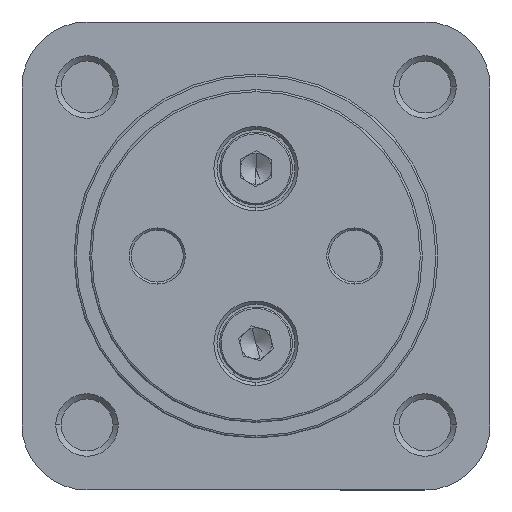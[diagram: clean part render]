
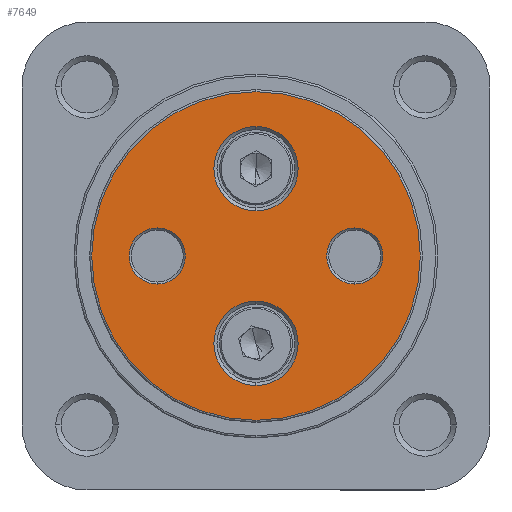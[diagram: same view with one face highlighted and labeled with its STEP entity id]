
A CAD part, left-side view. The second image highlights one B-rep face of the part: STEP entity #7649.
In plain terms, the highlighted planar face has unit normal (-1, 0, 0).
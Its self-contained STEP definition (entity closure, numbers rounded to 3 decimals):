
#697 = VERTEX_POINT ( 'NONE', #1514 ) ;
#698 = VERTEX_POINT ( 'NONE', #1515 ) ;
#719 = VERTEX_POINT ( 'NONE', #1536 ) ;
#720 = VERTEX_POINT ( 'NONE', #1537 ) ;
#723 = VERTEX_POINT ( 'NONE', #1540 ) ;
#724 = VERTEX_POINT ( 'NONE', #1541 ) ;
#754 = VERTEX_POINT ( 'NONE', #1571 ) ;
#755 = VERTEX_POINT ( 'NONE', #1572 ) ;
#758 = VERTEX_POINT ( 'NONE', #1575 ) ;
#759 = VERTEX_POINT ( 'NONE', #1576 ) ;
#914 = ORIENTED_EDGE ( 'NONE', *, *, #7791, .T. ) ;
#919 = ORIENTED_EDGE ( 'NONE', *, *, #7819, .T. ) ;
#930 = ORIENTED_EDGE ( 'NONE', *, *, #7758, .T. ) ;
#932 = ORIENTED_EDGE ( 'NONE', *, *, #7782, .T. ) ;
#941 = ORIENTED_EDGE ( 'NONE', *, *, #7792, .T. ) ;
#947 = ORIENTED_EDGE ( 'NONE', *, *, #7763, .T. ) ;
#962 = ORIENTED_EDGE ( 'NONE', *, *, #7756, .T. ) ;
#963 = ORIENTED_EDGE ( 'NONE', *, *, #7761, .T. ) ;
#967 = ORIENTED_EDGE ( 'NONE', *, *, #7710, .T. ) ;
#968 = ORIENTED_EDGE ( 'NONE', *, *, #7774, .T. ) ;
#1514 = CARTESIAN_POINT ( 'NONE',  ( 0., 0., 15.8 ) ) ;
#1515 = CARTESIAN_POINT ( 'NONE',  ( 0., 0., -15.8 ) ) ;
#1536 = CARTESIAN_POINT ( 'NONE',  ( 0., 0., 4.35 ) ) ;
#1537 = CARTESIAN_POINT ( 'NONE',  ( 0., 0., 12.45 ) ) ;
#1540 = CARTESIAN_POINT ( 'NONE',  ( 0., 0., -12.45 ) ) ;
#1541 = CARTESIAN_POINT ( 'NONE',  ( 0., 0., -4.35 ) ) ;
#1571 = CARTESIAN_POINT ( 'NONE',  ( 0., 9.5, -2.7 ) ) ;
#1572 = CARTESIAN_POINT ( 'NONE',  ( 0., 9.5, 2.7 ) ) ;
#1575 = CARTESIAN_POINT ( 'NONE',  ( 0., -9.5, -2.7 ) ) ;
#1576 = CARTESIAN_POINT ( 'NONE',  ( 0., -9.5, 2.7 ) ) ;
#3363 = FACE_BOUND ( 'NONE', #6525, .T. ) ;
#3367 = FACE_OUTER_BOUND ( 'NONE', #6521, .T. ) ;
#3373 = FACE_BOUND ( 'NONE', #6523, .T. ) ;
#3375 = FACE_BOUND ( 'NONE', #6512, .T. ) ;
#3377 = FACE_BOUND ( 'NONE', #6524, .T. ) ;
#4614 = CARTESIAN_POINT ( 'NONE',  ( 0., 0., 0. ) ) ;
#4623 = PLANE ( 'NONE',  #8340 ) ;
#4626 = DIRECTION ( 'NONE',  ( 1., 0., 0. ) ) ;
#4627 = DIRECTION ( 'NONE',  ( 0., 0., -1. ) ) ;
#4806 = CARTESIAN_POINT ( 'NONE',  ( 0., 0., -8.4 ) ) ;
#4807 = DIRECTION ( 'NONE',  ( 1., 0., 0. ) ) ;
#4808 = DIRECTION ( 'NONE',  ( 0., 0., -1. ) ) ;
#4936 = CIRCLE ( 'NONE', #8377, 4.05 ) ;
#4996 = CIRCLE ( 'NONE', #8407, 2.7 ) ;
#4998 = CIRCLE ( 'NONE', #8411, 4.05 ) ;
#5000 = CIRCLE ( 'NONE', #8412, 2.7 ) ;
#5002 = CIRCLE ( 'NONE', #8409, 2.7 ) ;
#5018 = CIRCLE ( 'NONE', #8425, 15.8 ) ;
#5028 = CIRCLE ( 'NONE', #8424, 2.7 ) ;
#5042 = CIRCLE ( 'NONE', #8435, 4.05 ) ;
#5043 = CIRCLE ( 'NONE', #8436, 4.05 ) ;
#5078 = CIRCLE ( 'NONE', #8453, 15.8 ) ;
#5321 = CARTESIAN_POINT ( 'NONE',  ( 0., 9.5, 0. ) ) ;
#5322 = DIRECTION ( 'NONE',  ( 1., 0., 0. ) ) ;
#5323 = DIRECTION ( 'NONE',  ( 0., 0., -1. ) ) ;
#5324 = CARTESIAN_POINT ( 'NONE',  ( 0., 9.5, 0. ) ) ;
#5327 = CARTESIAN_POINT ( 'NONE',  ( 0., 0., 8.4 ) ) ;
#5328 = DIRECTION ( 'NONE',  ( 1., 0., 0. ) ) ;
#5329 = DIRECTION ( 'NONE',  ( 0., 0., -1. ) ) ;
#5336 = DIRECTION ( 'NONE',  ( 1., 0., 0. ) ) ;
#5337 = DIRECTION ( 'NONE',  ( 0., 0., -1. ) ) ;
#5340 = CARTESIAN_POINT ( 'NONE',  ( 0., -9.5, 0. ) ) ;
#5341 = DIRECTION ( 'NONE',  ( 1., 0., 0. ) ) ;
#5342 = DIRECTION ( 'NONE',  ( 0., 0., -1. ) ) ;
#5371 = CARTESIAN_POINT ( 'NONE',  ( 0., 0., 0. ) ) ;
#5372 = DIRECTION ( 'NONE',  ( -1., 0., 0. ) ) ;
#5373 = DIRECTION ( 'NONE',  ( 0., 0., -1. ) ) ;
#5392 = CARTESIAN_POINT ( 'NONE',  ( 0., -9.5, 0. ) ) ;
#5394 = DIRECTION ( 'NONE',  ( 1., 0., 0. ) ) ;
#5395 = DIRECTION ( 'NONE',  ( 0., 0., -1. ) ) ;
#5410 = CARTESIAN_POINT ( 'NONE',  ( 0., 0., 8.4 ) ) ;
#5414 = CARTESIAN_POINT ( 'NONE',  ( 0., 0., -8.4 ) ) ;
#5417 = DIRECTION ( 'NONE',  ( 1., 0., 0. ) ) ;
#5418 = DIRECTION ( 'NONE',  ( 0., 0., -1. ) ) ;
#5419 = DIRECTION ( 'NONE',  ( 1., 0., 0. ) ) ;
#5420 = DIRECTION ( 'NONE',  ( 0., 0., -1. ) ) ;
#5490 = CARTESIAN_POINT ( 'NONE',  ( 0., 0., 0. ) ) ;
#5491 = DIRECTION ( 'NONE',  ( -1., 0., 0. ) ) ;
#5492 = DIRECTION ( 'NONE',  ( 0., 0., -1. ) ) ;
#6512 = EDGE_LOOP ( 'NONE', ( #914, #930 ) ) ;
#6521 = EDGE_LOOP ( 'NONE', ( #968, #919 ) ) ;
#6523 = EDGE_LOOP ( 'NONE', ( #941, #967 ) ) ;
#6524 = EDGE_LOOP ( 'NONE', ( #932, #947 ) ) ;
#6525 = EDGE_LOOP ( 'NONE', ( #962, #963 ) ) ;
#7649 = ADVANCED_FACE ( 'NONE', ( #3367, #3373, #3375, #3377, #3363 ), #4623, .F. ) ;
#7710 = EDGE_CURVE ( 'NONE', #723, #724, #4936, .T. ) ;
#7756 = EDGE_CURVE ( 'NONE', #755, #754, #4996, .T. ) ;
#7758 = EDGE_CURVE ( 'NONE', #719, #720, #4998, .T. ) ;
#7761 = EDGE_CURVE ( 'NONE', #754, #755, #5000, .T. ) ;
#7763 = EDGE_CURVE ( 'NONE', #758, #759, #5002, .T. ) ;
#7774 = EDGE_CURVE ( 'NONE', #698, #697, #5018, .T. ) ;
#7782 = EDGE_CURVE ( 'NONE', #759, #758, #5028, .T. ) ;
#7791 = EDGE_CURVE ( 'NONE', #720, #719, #5042, .T. ) ;
#7792 = EDGE_CURVE ( 'NONE', #724, #723, #5043, .T. ) ;
#7819 = EDGE_CURVE ( 'NONE', #697, #698, #5078, .T. ) ;
#8340 = AXIS2_PLACEMENT_3D ( 'NONE', #4614, #4626, #4627 ) ;
#8377 = AXIS2_PLACEMENT_3D ( 'NONE', #4806, #4807, #4808 ) ;
#8407 = AXIS2_PLACEMENT_3D ( 'NONE', #5321, #5322, #5323 ) ;
#8409 = AXIS2_PLACEMENT_3D ( 'NONE', #5340, #5341, #5342 ) ;
#8411 = AXIS2_PLACEMENT_3D ( 'NONE', #5327, #5328, #5329 ) ;
#8412 = AXIS2_PLACEMENT_3D ( 'NONE', #5324, #5336, #5337 ) ;
#8424 = AXIS2_PLACEMENT_3D ( 'NONE', #5392, #5394, #5395 ) ;
#8425 = AXIS2_PLACEMENT_3D ( 'NONE', #5371, #5372, #5373 ) ;
#8435 = AXIS2_PLACEMENT_3D ( 'NONE', #5410, #5417, #5418 ) ;
#8436 = AXIS2_PLACEMENT_3D ( 'NONE', #5414, #5419, #5420 ) ;
#8453 = AXIS2_PLACEMENT_3D ( 'NONE', #5490, #5491, #5492 ) ;
